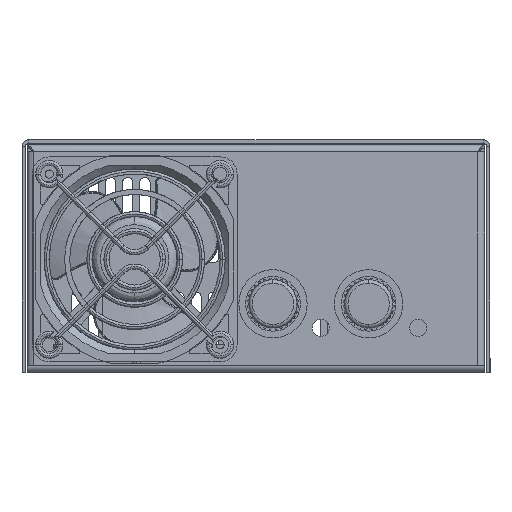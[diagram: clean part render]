
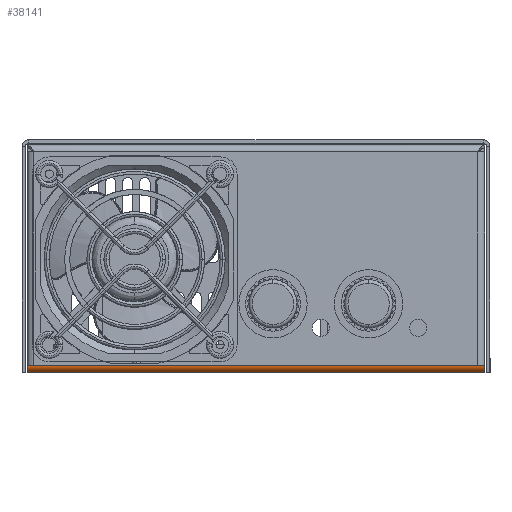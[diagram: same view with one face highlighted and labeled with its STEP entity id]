
A CAD part, left-side view. The second image highlights one B-rep face of the part: STEP entity #38141.
In plain terms, the highlighted cylindrical face has radius 2 mm (diameter 4 mm), a partial arc.
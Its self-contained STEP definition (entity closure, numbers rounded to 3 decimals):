
#106 = CARTESIAN_POINT ( 'NONE',  ( -136.75, 0., 1. ) ) ;
#187 = VERTEX_POINT ( 'NONE', #5115 ) ;
#1321 = DIRECTION ( 'NONE',  ( -1., 0., 0. ) ) ;
#1352 = EDGE_CURVE ( 'NONE', #45776, #15577, #46303, .T. ) ;
#2932 = CARTESIAN_POINT ( 'NONE',  ( -134.75, -134., -1. ) ) ;
#5115 = CARTESIAN_POINT ( 'NONE',  ( -136.75, -2., 1. ) ) ;
#6989 = CARTESIAN_POINT ( 'NONE',  ( -134.75, -134., -1. ) ) ;
#7474 = DIRECTION ( 'NONE',  ( 0., 0., -1. ) ) ;
#8202 = DIRECTION ( 'NONE',  ( 0., 0., -1. ) ) ;
#9097 = CARTESIAN_POINT ( 'NONE',  ( -134.75, -0.1, -1. ) ) ;
#9431 = VECTOR ( 'NONE', #41372, 1000. ) ;
#9866 = CARTESIAN_POINT ( 'NONE',  ( -134.75, -0.1, -1. ) ) ;
#10638 = DIRECTION ( 'NONE',  ( 0., 1., 0. ) ) ;
#11390 = CARTESIAN_POINT ( 'NONE',  ( -136.75, -134., 1. ) ) ;
#12710 = ORIENTED_EDGE ( 'NONE', *, *, #24022, .T. ) ;
#12789 = VERTEX_POINT ( 'NONE', #37351 ) ;
#13149 = LINE ( 'NONE', #106, #23928 ) ;
#14710 = EDGE_CURVE ( 'NONE', #12789, #25020, #51050, .T. ) ;
#15152 = EDGE_CURVE ( 'NONE', #29714, #29164, #67061, .T. ) ;
#15577 = VERTEX_POINT ( 'NONE', #55196 ) ;
#17948 = LINE ( 'NONE', #75932, #9431 ) ;
#18971 = ORIENTED_EDGE ( 'NONE', *, *, #15152, .F. ) ;
#19814 = DIRECTION ( 'NONE',  ( 0., 1., 0. ) ) ;
#20909 = CARTESIAN_POINT ( 'NONE',  ( -134.75, -133.9, -1. ) ) ;
#23928 = VECTOR ( 'NONE', #42361, 1000. ) ;
#24022 = EDGE_CURVE ( 'NONE', #15577, #187, #13149, .T. ) ;
#25020 = VERTEX_POINT ( 'NONE', #56456 ) ;
#25454 = CYLINDRICAL_SURFACE ( 'NONE', #47207, 2. ) ;
#27498 = AXIS2_PLACEMENT_3D ( 'NONE', #60774, #60027, #8202 ) ;
#27751 = AXIS2_PLACEMENT_3D ( 'NONE', #30883, #42430, #7474 ) ;
#29164 = VERTEX_POINT ( 'NONE', #9097 ) ;
#29714 = VERTEX_POINT ( 'NONE', #20909 ) ;
#30050 = ORIENTED_EDGE ( 'NONE', *, *, #1352, .T. ) ;
#30883 = CARTESIAN_POINT ( 'NONE',  ( -134.75, 0., 1. ) ) ;
#32301 = VERTEX_POINT ( 'NONE', #6989 ) ;
#34855 = EDGE_CURVE ( 'NONE', #32301, #29714, #17948, .T. ) ;
#35175 = VECTOR ( 'NONE', #39759, 1000. ) ;
#36251 = CARTESIAN_POINT ( 'NONE',  ( -134.75, -134., 1. ) ) ;
#37351 = CARTESIAN_POINT ( 'NONE',  ( -134.75, 0., -1. ) ) ;
#38132 = ORIENTED_EDGE ( 'NONE', *, *, #65628, .F. ) ;
#38141 = ADVANCED_FACE ( 'NONE', ( #65805 ), #25454, .T. ) ;
#38757 = ORIENTED_EDGE ( 'NONE', *, *, #34855, .F. ) ;
#39466 = CARTESIAN_POINT ( 'NONE',  ( -136.75, -134., 1. ) ) ;
#39759 = DIRECTION ( 'NONE',  ( 0., 1., 0. ) ) ;
#39881 = EDGE_LOOP ( 'NONE', ( #38757, #62141, #30050, #12710, #65342, #74544, #38132, #18971 ) ) ;
#41372 = DIRECTION ( 'NONE',  ( 0., 1., 0. ) ) ;
#42361 = DIRECTION ( 'NONE',  ( 0., 1., 0. ) ) ;
#42430 = DIRECTION ( 'NONE',  ( 0., 1., 0. ) ) ;
#43511 = DIRECTION ( 'NONE',  ( 0., -1., 0. ) ) ;
#45776 = VERTEX_POINT ( 'NONE', #39466 ) ;
#46303 = LINE ( 'NONE', #63171, #35175 ) ;
#47207 = AXIS2_PLACEMENT_3D ( 'NONE', #36251, #43511, #1321 ) ;
#49420 = EDGE_CURVE ( 'NONE', #45776, #32301, #58148, .T. ) ;
#51050 = CIRCLE ( 'NONE', #27751, 2. ) ;
#54047 = EDGE_CURVE ( 'NONE', #187, #25020, #62224, .T. ) ;
#55196 = CARTESIAN_POINT ( 'NONE',  ( -136.75, -132., 1. ) ) ;
#56456 = CARTESIAN_POINT ( 'NONE',  ( -136.75, 0., 1. ) ) ;
#56838 = DIRECTION ( 'NONE',  ( 0., 1., 0. ) ) ;
#58148 = CIRCLE ( 'NONE', #27498, 2. ) ;
#60027 = DIRECTION ( 'NONE',  ( 0., -1., 0. ) ) ;
#60774 = CARTESIAN_POINT ( 'NONE',  ( -134.75, -134., 1. ) ) ;
#62141 = ORIENTED_EDGE ( 'NONE', *, *, #49420, .F. ) ;
#62224 = LINE ( 'NONE', #11390, #64008 ) ;
#63171 = CARTESIAN_POINT ( 'NONE',  ( -136.75, 0., 1. ) ) ;
#64008 = VECTOR ( 'NONE', #56838, 1000. ) ;
#65342 = ORIENTED_EDGE ( 'NONE', *, *, #54047, .T. ) ;
#65628 = EDGE_CURVE ( 'NONE', #29164, #12789, #74435, .T. ) ;
#65800 = VECTOR ( 'NONE', #10638, 1000. ) ;
#65805 = FACE_OUTER_BOUND ( 'NONE', #39881, .T. ) ;
#67061 = LINE ( 'NONE', #2932, #73277 ) ;
#73277 = VECTOR ( 'NONE', #19814, 1000. ) ;
#74435 = LINE ( 'NONE', #9866, #65800 ) ;
#74544 = ORIENTED_EDGE ( 'NONE', *, *, #14710, .F. ) ;
#75932 = CARTESIAN_POINT ( 'NONE',  ( -134.75, -134., -1. ) ) ;
